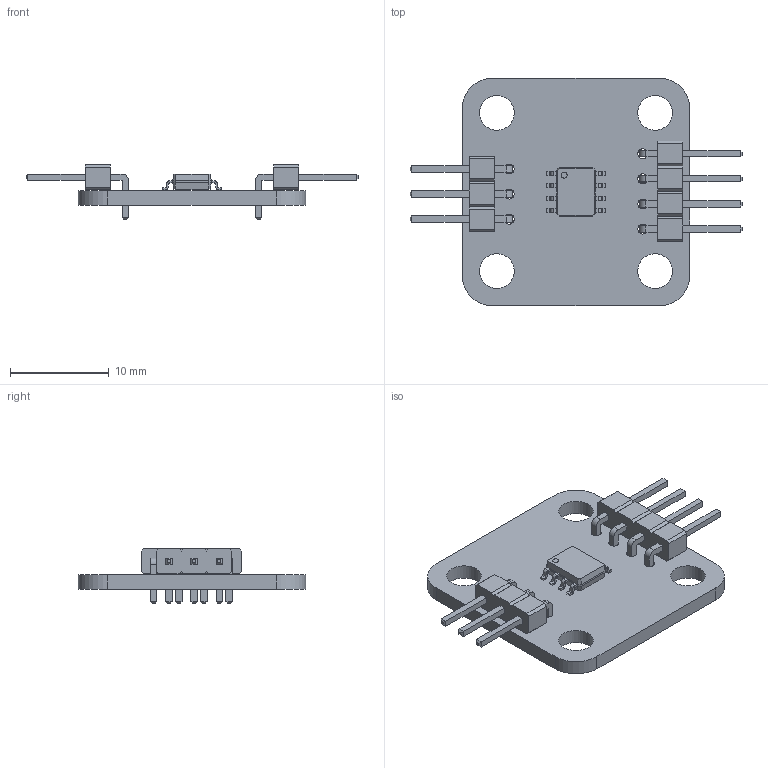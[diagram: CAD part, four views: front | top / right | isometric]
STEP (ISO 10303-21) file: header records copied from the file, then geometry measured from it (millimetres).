
FILE_DESCRIPTION(('KiCad electronic assembly'),'2;1');
FILE_NAME('AS5600_Mockup.step','2025-09-04T21:52:35',('Pcbnew'),('Kicad' ),'Open CASCADE STEP processor 7.9','KiCad to STEP converter', 'Unknown');
FILE_SCHEMA(('AUTOMOTIVE_DESIGN { 1 0 10303 214 1 1 1 1 }'));
Length unit declared in the file: millimetre
Products named in the file (5): AS5600_Mockup 1; PinHeader_1x04_P2.54mm_Horizontal; SOIC-8-1EP_3.9x4.9mm_P1.27mm_EP2.29x3mm; PinHeader_1x03_P2.54mm_Horizontal; AS5600_Mockup_PCB
Assembly tree (4 placements, depth 2):
  AS5600_Mockup 1
    PinHeader_1x04_P2.54mm_Horizontal
    SOIC-8-1EP_3.9x4.9mm_P1.27mm_EP2.29x3mm
    PinHeader_1x03_P2.54mm_Horizontal
    AS5600_Mockup_PCB
Bounding box: 33.58 x 23 x 5.54 mm (x, y, z)
Volume: 894.9 mm3; surface area: 1672.3 mm2
Topology: 4 solids, 4 shells, 370 faces, 943 edges, 597 vertices
Faces by surface type: plane 300, cylinder 54, bspline 16
Full cylindrical faces by diameter (mm): 1 x7, 3.5 x4
Entity records: 13776 total; most frequent: CARTESIAN_POINT 1987, ORIENTED_EDGE 1886, DIRECTION 1746, EDGE_CURVE 943, LINE 810, VECTOR 810, VERTEX_POINT 597, AXIS2_PLACEMENT_3D 468
